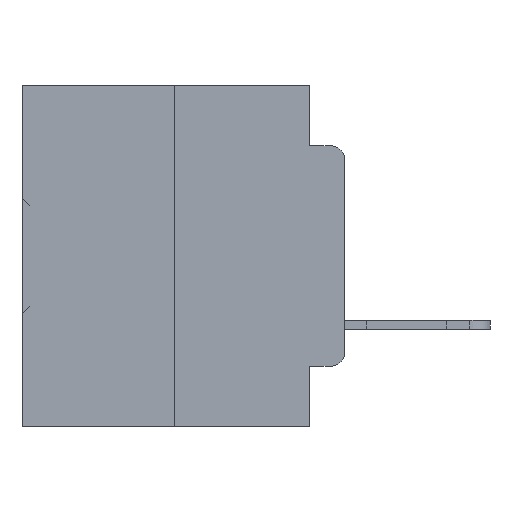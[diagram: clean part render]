
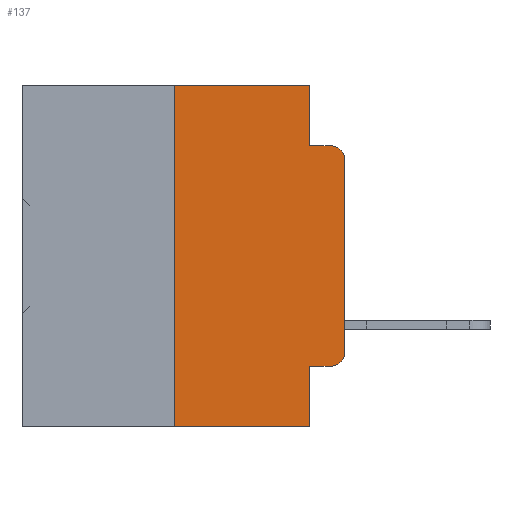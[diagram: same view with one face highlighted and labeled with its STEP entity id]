
A CAD part, left-side view. The second image highlights one B-rep face of the part: STEP entity #137.
In plain terms, the highlighted planar face has unit normal (-1, 0, 0).
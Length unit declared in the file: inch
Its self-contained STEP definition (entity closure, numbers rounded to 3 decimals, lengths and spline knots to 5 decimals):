
#137 = ADVANCED_FACE ( 'NONE', ( #6678 ), #16362, .F. ) ;
#265 = ORIENTED_EDGE ( 'NONE', *, *, #26009, .F. ) ;
#364 = EDGE_CURVE ( 'NONE', #6004, #32683, #35690, .T. ) ;
#986 = VECTOR ( 'NONE', #31370, 39.37008 ) ;
#1184 = DIRECTION ( 'NONE',  ( -1., 0., 0. ) ) ;
#1226 = ORIENTED_EDGE ( 'NONE', *, *, #17795, .T. ) ;
#1877 = ORIENTED_EDGE ( 'NONE', *, *, #364, .T. ) ;
#1977 = ORIENTED_EDGE ( 'NONE', *, *, #18018, .F. ) ;
#3087 = CARTESIAN_POINT ( 'NONE',  ( 0., 0.02, -0.1085 ) ) ;
#4240 = ORIENTED_EDGE ( 'NONE', *, *, #33581, .F. ) ;
#4461 = VERTEX_POINT ( 'NONE', #18631 ) ;
#4938 = ORIENTED_EDGE ( 'NONE', *, *, #29871, .F. ) ;
#5237 = VECTOR ( 'NONE', #20830, 39.37008 ) ;
#6004 = VERTEX_POINT ( 'NONE', #29583 ) ;
#6678 = FACE_OUTER_BOUND ( 'NONE', #10435, .T. ) ;
#6725 = DIRECTION ( 'NONE',  ( 0., -1., 0. ) ) ;
#6760 = CARTESIAN_POINT ( 'NONE',  ( 0., 0.473, 0. ) ) ;
#7247 = VERTEX_POINT ( 'NONE', #22759 ) ;
#8042 = VERTEX_POINT ( 'NONE', #22712 ) ;
#8961 = AXIS2_PLACEMENT_3D ( 'NONE', #15114, #14738, #14404 ) ;
#9054 = CARTESIAN_POINT ( 'NONE',  ( 0., 0.051, 0. ) ) ;
#9163 = VERTEX_POINT ( 'NONE', #22445 ) ;
#9246 = EDGE_CURVE ( 'NONE', #24279, #6004, #21466, .T. ) ;
#9674 = LINE ( 'NONE', #10772, #986 ) ;
#10144 = LINE ( 'NONE', #23609, #17208 ) ;
#10435 = EDGE_LOOP ( 'NONE', ( #27261, #1877, #4240, #4938, #25538, #265, #1226, #1977, #15389, #15874 ) ) ;
#10726 = CIRCLE ( 'NONE', #24139, 0.02 ) ;
#10772 = CARTESIAN_POINT ( 'NONE',  ( 0., 0.051, 0. ) ) ;
#10984 = VERTEX_POINT ( 'NONE', #26922 ) ;
#11865 = CARTESIAN_POINT ( 'NONE',  ( 0., 0.25, 0. ) ) ;
#12045 = EDGE_CURVE ( 'NONE', #8042, #24279, #10726, .T. ) ;
#12110 = DIRECTION ( 'NONE',  ( 0., 0., -1. ) ) ;
#13745 = CARTESIAN_POINT ( 'NONE',  ( 0., 0.25, 0. ) ) ;
#13798 = CARTESIAN_POINT ( 'NONE',  ( 0., 0.02, -0.0885 ) ) ;
#13876 = LINE ( 'NONE', #9054, #28690 ) ;
#14040 = EDGE_CURVE ( 'NONE', #7247, #8042, #10144, .T. ) ;
#14209 = VERTEX_POINT ( 'NONE', #11865 ) ;
#14404 = DIRECTION ( 'NONE',  ( 0., 0., -1. ) ) ;
#14738 = DIRECTION ( 'NONE',  ( 1., 0., 0. ) ) ;
#15072 = VECTOR ( 'NONE', #34120, 39.37008 ) ;
#15114 = CARTESIAN_POINT ( 'NONE',  ( 0., 0.473, 0. ) ) ;
#15389 = ORIENTED_EDGE ( 'NONE', *, *, #14040, .T. ) ;
#15565 = EDGE_CURVE ( 'NONE', #14209, #24055, #23147, .T. ) ;
#15874 = ORIENTED_EDGE ( 'NONE', *, *, #12045, .T. ) ;
#16362 = PLANE ( 'NONE',  #8961 ) ;
#17098 = VECTOR ( 'NONE', #6725, 39.37008 ) ;
#17208 = VECTOR ( 'NONE', #23473, 39.37008 ) ;
#17247 = LINE ( 'NONE', #21628, #32713 ) ;
#17795 = EDGE_CURVE ( 'NONE', #9163, #10984, #17247, .T. ) ;
#18018 = EDGE_CURVE ( 'NONE', #7247, #10984, #9674, .T. ) ;
#18631 = CARTESIAN_POINT ( 'NONE',  ( 0., 0.051, -0.0885 ) ) ;
#20507 = CARTESIAN_POINT ( 'NONE',  ( 0., 0., 0. ) ) ;
#20830 = DIRECTION ( 'NONE',  ( 0., 0., 1. ) ) ;
#21020 = CARTESIAN_POINT ( 'NONE',  ( 0., 0.051, -0.0885 ) ) ;
#21466 = LINE ( 'NONE', #20507, #5237 ) ;
#21628 = CARTESIAN_POINT ( 'NONE',  ( 0., 0.473, -0.5 ) ) ;
#22271 = AXIS2_PLACEMENT_3D ( 'NONE', #3087, #1184, #32135 ) ;
#22445 = CARTESIAN_POINT ( 'NONE',  ( 0., 0.25, -0.5 ) ) ;
#22712 = CARTESIAN_POINT ( 'NONE',  ( 0., 0.02, -0.4115 ) ) ;
#22759 = CARTESIAN_POINT ( 'NONE',  ( 0., 0.051, -0.4115 ) ) ;
#23147 = LINE ( 'NONE', #6760, #17098 ) ;
#23473 = DIRECTION ( 'NONE',  ( 0., -1., 0. ) ) ;
#23609 = CARTESIAN_POINT ( 'NONE',  ( 0., 0.051, -0.4115 ) ) ;
#24013 = DIRECTION ( 'NONE',  ( 0., -1., 0. ) ) ;
#24055 = VERTEX_POINT ( 'NONE', #30078 ) ;
#24139 = AXIS2_PLACEMENT_3D ( 'NONE', #38714, #38641, #38603 ) ;
#24279 = VERTEX_POINT ( 'NONE', #25269 ) ;
#25262 = LINE ( 'NONE', #21020, #37527 ) ;
#25269 = CARTESIAN_POINT ( 'NONE',  ( 0., 0., -0.3915 ) ) ;
#25538 = ORIENTED_EDGE ( 'NONE', *, *, #15565, .F. ) ;
#26009 = EDGE_CURVE ( 'NONE', #9163, #14209, #30696, .T. ) ;
#26922 = CARTESIAN_POINT ( 'NONE',  ( 0., 0.051, -0.5 ) ) ;
#27261 = ORIENTED_EDGE ( 'NONE', *, *, #9246, .T. ) ;
#28690 = VECTOR ( 'NONE', #12110, 39.37008 ) ;
#29583 = CARTESIAN_POINT ( 'NONE',  ( 0., 0., -0.1085 ) ) ;
#29871 = EDGE_CURVE ( 'NONE', #24055, #4461, #13876, .T. ) ;
#30078 = CARTESIAN_POINT ( 'NONE',  ( 0., 0.051, 0. ) ) ;
#30696 = LINE ( 'NONE', #13745, #15072 ) ;
#31370 = DIRECTION ( 'NONE',  ( 0., 0., -1. ) ) ;
#32135 = DIRECTION ( 'NONE',  ( 0., 0., -1. ) ) ;
#32683 = VERTEX_POINT ( 'NONE', #13798 ) ;
#32713 = VECTOR ( 'NONE', #35845, 39.37008 ) ;
#33581 = EDGE_CURVE ( 'NONE', #4461, #32683, #25262, .T. ) ;
#34120 = DIRECTION ( 'NONE',  ( 0., 0., 1. ) ) ;
#35690 = CIRCLE ( 'NONE', #22271, 0.02 ) ;
#35845 = DIRECTION ( 'NONE',  ( 0., -1., 0. ) ) ;
#37527 = VECTOR ( 'NONE', #24013, 39.37008 ) ;
#38603 = DIRECTION ( 'NONE',  ( 0., 0., -1. ) ) ;
#38641 = DIRECTION ( 'NONE',  ( -1., 0., 0. ) ) ;
#38714 = CARTESIAN_POINT ( 'NONE',  ( 0., 0.02, -0.3915 ) ) ;
